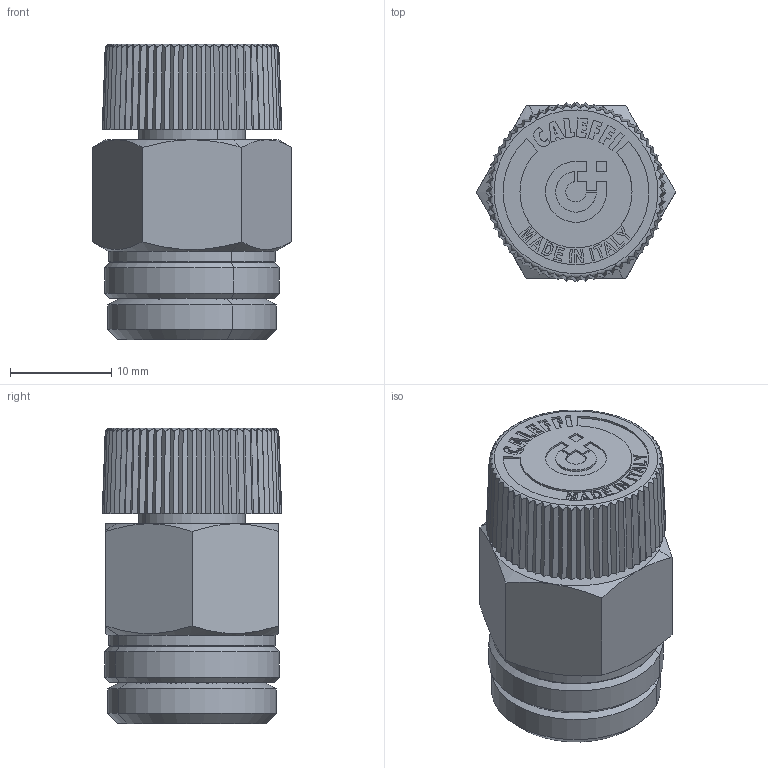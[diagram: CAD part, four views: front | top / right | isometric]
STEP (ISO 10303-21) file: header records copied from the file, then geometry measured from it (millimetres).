
FILE_DESCRIPTION(('CATIA V5 STEP Exchange'),'2;1');
FILE_NAME('STEP_505131_-_TST.stp','2018-12-04T14:41:19+00:00',('none'),('none'),'CATIA Version 5-6 Release 2016 SP4','CATIA V5 STEP AP203','none');
FILE_SCHEMA(('CONFIG_CONTROL_DESIGN'));
Length unit declared in the file: millimetre
Products named in the file (1): 505131 - TST
Bounding box: 19.63 x 17.7 x 29.1 mm (x, y, z)
Volume: 6570.5 mm3; surface area: 2896.9 mm2
Topology: 1 solids, 1 shells, 809 faces, 2434 edges, 1571 vertices
Faces by surface type: plane 686, cylinder 63, extrusion 38, cone 20, torus 2
Entity records: 25869 total; most frequent: CARTESIAN_POINT 5635, ORIENTED_EDGE 4868, DIRECTION 3154, EDGE_CURVE 2434, VECTOR 1832, LINE 1794, VERTEX_POINT 1571, AXIS2_PLACEMENT_3D 869
